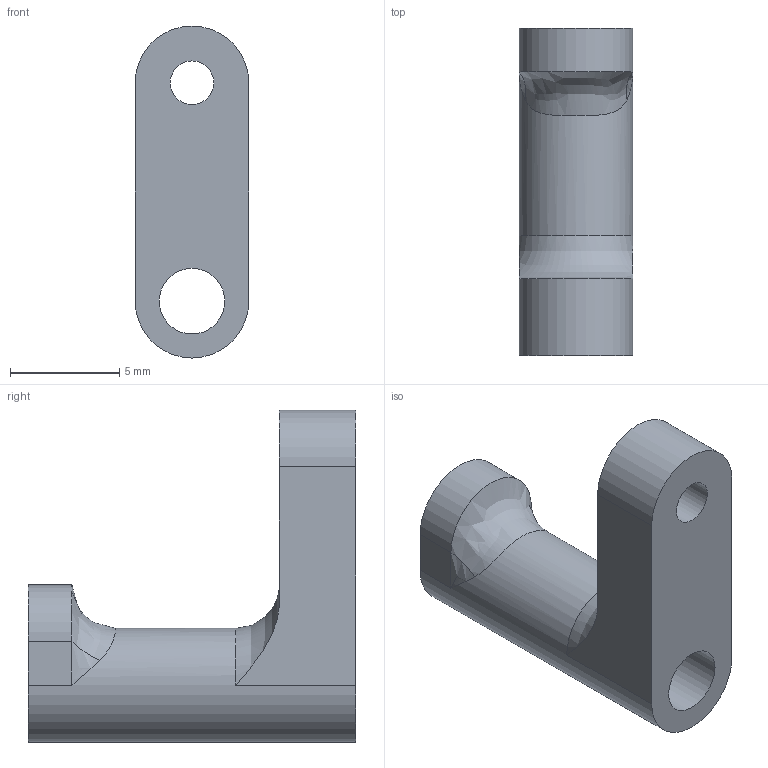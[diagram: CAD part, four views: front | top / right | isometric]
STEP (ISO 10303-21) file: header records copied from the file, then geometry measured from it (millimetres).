
FILE_DESCRIPTION(/* description */ (''),/* implementation_level */ '2;1');
FILE_NAME(/* name */ 'OBS-Mounting-A-003_LockingPin_v0.1.3.stp',/* time_stamp */ '2021-06-07T10:35:42+02:00',/* author */ ('hpcthobs'),/* organization */ (''),/* preprocessor_version */ 'ST-DEVELOPER v18.1',/* originating_system */ 'Autodesk Inventor 2021',/* authorisation */ '');
FILE_SCHEMA (('AUTOMOTIVE_DESIGN { 1 0 10303 214 3 1 1 }'));
Length unit declared in the file: millimetre
Products named in the file (1): OBS-Mounting-A-003_LockingPin_v0.1.3
Bounding box: 5.2 x 15 x 15.2 mm (x, y, z)
Volume: 414.1 mm3; surface area: 626.7 mm2
Topology: 1 solids, 1 shells, 16 faces, 47 edges, 35 vertices
Faces by surface type: plane 7, cylinder 5, bspline 3, torus 1
Full cylindrical faces by diameter (mm): 2 x1, 3.001 x1, 5.2 x1
Entity records: 672 total; most frequent: CARTESIAN_POINT 230, DIRECTION 85, ORIENTED_EDGE 76, EDGE_CURVE 38, AXIS2_PLACEMENT_3D 33, VERTEX_POINT 24, EDGE_LOOP 20, LINE 19
